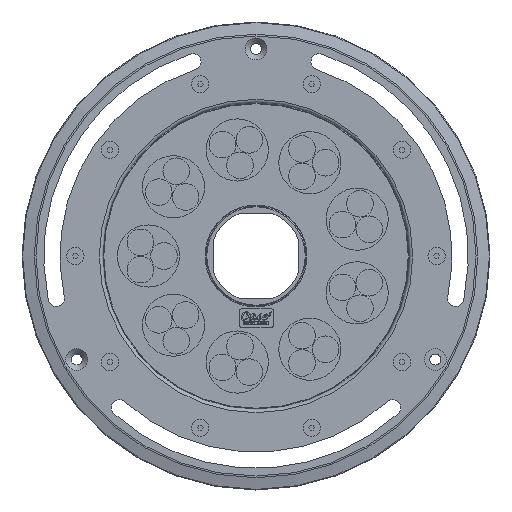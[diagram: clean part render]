
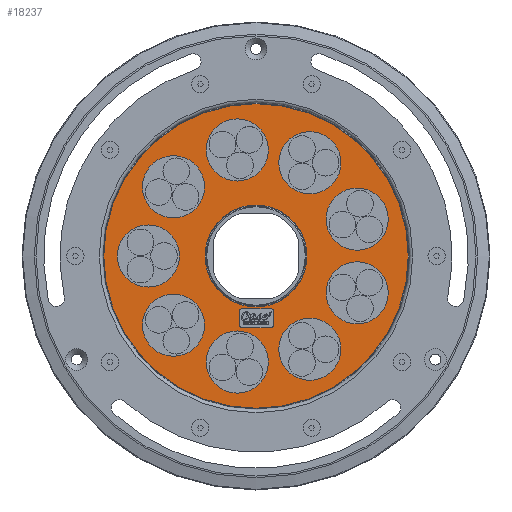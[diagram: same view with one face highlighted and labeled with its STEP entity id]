
A CAD part, top view. The second image highlights one B-rep face of the part: STEP entity #18237.
In plain terms, the highlighted planar face has unit normal (0, 0, 1).
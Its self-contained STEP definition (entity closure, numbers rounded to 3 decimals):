
#1249=FACE_BOUND('',#3533,.T.);
#1250=FACE_BOUND('',#3534,.T.);
#1251=FACE_BOUND('',#3535,.T.);
#1252=FACE_BOUND('',#3536,.T.);
#1253=FACE_BOUND('',#3537,.T.);
#1254=FACE_BOUND('',#3538,.T.);
#1255=FACE_BOUND('',#3539,.T.);
#1256=FACE_BOUND('',#3540,.T.);
#1257=FACE_BOUND('',#3541,.T.);
#1258=FACE_BOUND('',#3542,.T.);
#1259=FACE_BOUND('',#3543,.T.);
#1363=CIRCLE('',#19046,1.28);
#1364=CIRCLE('',#19049,1.28);
#1365=CIRCLE('',#19052,1.28);
#1366=CIRCLE('',#19055,1.28);
#1367=CIRCLE('',#19153,91.912);
#1368=CIRCLE('',#19154,18.75);
#1369=CIRCLE('',#19155,18.75);
#1370=CIRCLE('',#19156,18.75);
#1371=CIRCLE('',#19157,18.75);
#1372=CIRCLE('',#19158,18.75);
#1373=CIRCLE('',#19159,18.75);
#1374=CIRCLE('',#19160,18.75);
#1375=CIRCLE('',#19161,18.75);
#1376=CIRCLE('',#19162,18.75);
#1377=CIRCLE('',#19163,30.773);
#2549=FACE_OUTER_BOUND('',#3532,.T.);
#3532=EDGE_LOOP('',(#12704));
#3533=EDGE_LOOP('',(#12705));
#3534=EDGE_LOOP('',(#12706));
#3535=EDGE_LOOP('',(#12707));
#3536=EDGE_LOOP('',(#12708));
#3537=EDGE_LOOP('',(#12709));
#3538=EDGE_LOOP('',(#12710));
#3539=EDGE_LOOP('',(#12711));
#3540=EDGE_LOOP('',(#12712));
#3541=EDGE_LOOP('',(#12713));
#3542=EDGE_LOOP('',(#12714));
#3543=EDGE_LOOP('',(#12715,#12716,#12717,#12718,#12719,#12720,#12721,#12722));
#4895=LINE('',#27592,#6284);
#4899=LINE('',#27601,#6288);
#4920=LINE('',#28361,#6309);
#4923=LINE('',#28368,#6312);
#6284=VECTOR('',#20973,10.);
#6288=VECTOR('',#20983,10.);
#6309=VECTOR('',#21016,10.);
#6312=VECTOR('',#21025,10.);
#7708=VERTEX_POINT('',#27590);
#7709=VERTEX_POINT('',#27591);
#7710=VERTEX_POINT('',#27596);
#7711=VERTEX_POINT('',#27600);
#7712=VERTEX_POINT('',#27604);
#7729=VERTEX_POINT('',#28356);
#7730=VERTEX_POINT('',#28360);
#7731=VERTEX_POINT('',#28364);
#7954=VERTEX_POINT('',#30447);
#7955=VERTEX_POINT('',#30449);
#7956=VERTEX_POINT('',#30451);
#7957=VERTEX_POINT('',#30453);
#7958=VERTEX_POINT('',#30455);
#7959=VERTEX_POINT('',#30457);
#7960=VERTEX_POINT('',#30459);
#7961=VERTEX_POINT('',#30461);
#7962=VERTEX_POINT('',#30463);
#7963=VERTEX_POINT('',#30465);
#7964=VERTEX_POINT('',#30467);
#9364=EDGE_CURVE('',#7708,#7709,#4895,.T.);
#9367=EDGE_CURVE('',#7709,#7710,#1363,.T.);
#9369=EDGE_CURVE('',#7710,#7711,#4899,.T.);
#9371=EDGE_CURVE('',#7711,#7712,#1364,.T.);
#9410=EDGE_CURVE('',#7729,#7708,#1365,.T.);
#9412=EDGE_CURVE('',#7730,#7729,#4920,.T.);
#9414=EDGE_CURVE('',#7731,#7730,#1366,.T.);
#9416=EDGE_CURVE('',#7712,#7731,#4923,.T.);
#9750=EDGE_CURVE('',#7954,#7954,#1367,.T.);
#9751=EDGE_CURVE('',#7955,#7955,#1368,.T.);
#9752=EDGE_CURVE('',#7956,#7956,#1369,.T.);
#9753=EDGE_CURVE('',#7957,#7957,#1370,.T.);
#9754=EDGE_CURVE('',#7958,#7958,#1371,.T.);
#9755=EDGE_CURVE('',#7959,#7959,#1372,.T.);
#9756=EDGE_CURVE('',#7960,#7960,#1373,.T.);
#9757=EDGE_CURVE('',#7961,#7961,#1374,.T.);
#9758=EDGE_CURVE('',#7962,#7962,#1375,.T.);
#9759=EDGE_CURVE('',#7963,#7963,#1376,.T.);
#9760=EDGE_CURVE('',#7964,#7964,#1377,.T.);
#12704=ORIENTED_EDGE('',*,*,#9750,.F.);
#12705=ORIENTED_EDGE('',*,*,#9751,.T.);
#12706=ORIENTED_EDGE('',*,*,#9752,.T.);
#12707=ORIENTED_EDGE('',*,*,#9753,.T.);
#12708=ORIENTED_EDGE('',*,*,#9754,.T.);
#12709=ORIENTED_EDGE('',*,*,#9755,.T.);
#12710=ORIENTED_EDGE('',*,*,#9756,.T.);
#12711=ORIENTED_EDGE('',*,*,#9757,.T.);
#12712=ORIENTED_EDGE('',*,*,#9758,.T.);
#12713=ORIENTED_EDGE('',*,*,#9759,.T.);
#12714=ORIENTED_EDGE('',*,*,#9760,.T.);
#12715=ORIENTED_EDGE('',*,*,#9364,.T.);
#12716=ORIENTED_EDGE('',*,*,#9367,.T.);
#12717=ORIENTED_EDGE('',*,*,#9369,.T.);
#12718=ORIENTED_EDGE('',*,*,#9371,.T.);
#12719=ORIENTED_EDGE('',*,*,#9416,.T.);
#12720=ORIENTED_EDGE('',*,*,#9414,.T.);
#12721=ORIENTED_EDGE('',*,*,#9412,.T.);
#12722=ORIENTED_EDGE('',*,*,#9410,.T.);
#16741=PLANE('',#19152);
#18237=ADVANCED_FACE('',(#2549,#1249,#1250,#1251,#1252,#1253,#1254,#1255,
#1256,#1257,#1258,#1259),#16741,.T.);
#19046=AXIS2_PLACEMENT_3D('',#27597,#20978,#20979);
#19049=AXIS2_PLACEMENT_3D('',#27605,#20987,#20988);
#19052=AXIS2_PLACEMENT_3D('',#28357,#21011,#21012);
#19055=AXIS2_PLACEMENT_3D('',#28365,#21020,#21021);
#19152=AXIS2_PLACEMENT_3D('',#30446,#21487,#21488);
#19153=AXIS2_PLACEMENT_3D('',#30448,#21489,#21490);
#19154=AXIS2_PLACEMENT_3D('',#30450,#21491,#21492);
#19155=AXIS2_PLACEMENT_3D('',#30452,#21493,#21494);
#19156=AXIS2_PLACEMENT_3D('',#30454,#21495,#21496);
#19157=AXIS2_PLACEMENT_3D('',#30456,#21497,#21498);
#19158=AXIS2_PLACEMENT_3D('',#30458,#21499,#21500);
#19159=AXIS2_PLACEMENT_3D('',#30460,#21501,#21502);
#19160=AXIS2_PLACEMENT_3D('',#30462,#21503,#21504);
#19161=AXIS2_PLACEMENT_3D('',#30464,#21505,#21506);
#19162=AXIS2_PLACEMENT_3D('',#30466,#21507,#21508);
#19163=AXIS2_PLACEMENT_3D('',#30468,#21509,#21510);
#20973=DIRECTION('',(1.,0.,0.));
#20978=DIRECTION('center_axis',(0.,0.,-1.));
#20979=DIRECTION('ref_axis',(1.,0.,0.));
#20983=DIRECTION('',(0.,-1.,0.));
#20987=DIRECTION('center_axis',(0.,0.,-1.));
#20988=DIRECTION('ref_axis',(0.,-1.,0.));
#21011=DIRECTION('center_axis',(0.,0.,-1.));
#21012=DIRECTION('ref_axis',(0.,1.,0.));
#21016=DIRECTION('',(0.,1.,0.));
#21020=DIRECTION('center_axis',(0.,0.,-1.));
#21021=DIRECTION('ref_axis',(-1.,0.,0.));
#21025=DIRECTION('',(-1.,0.,0.));
#21487=DIRECTION('center_axis',(0.,0.,1.));
#21488=DIRECTION('ref_axis',(1.,0.,0.));
#21489=DIRECTION('center_axis',(0.,0.,-1.));
#21490=DIRECTION('ref_axis',(1.,0.,0.));
#21491=DIRECTION('center_axis',(0.,0.,-1.));
#21492=DIRECTION('ref_axis',(0.,-1.,0.));
#21493=DIRECTION('center_axis',(0.,0.,-1.));
#21494=DIRECTION('ref_axis',(0.,-1.,0.));
#21495=DIRECTION('center_axis',(0.,0.,-1.));
#21496=DIRECTION('ref_axis',(0.,-1.,0.));
#21497=DIRECTION('center_axis',(0.,0.,-1.));
#21498=DIRECTION('ref_axis',(0.,-1.,0.));
#21499=DIRECTION('center_axis',(0.,0.,-1.));
#21500=DIRECTION('ref_axis',(0.,-1.,0.));
#21501=DIRECTION('center_axis',(0.,0.,-1.));
#21502=DIRECTION('ref_axis',(0.,-1.,0.));
#21503=DIRECTION('center_axis',(0.,0.,-1.));
#21504=DIRECTION('ref_axis',(0.,-1.,0.));
#21505=DIRECTION('center_axis',(0.,0.,-1.));
#21506=DIRECTION('ref_axis',(0.,-1.,0.));
#21507=DIRECTION('center_axis',(0.,0.,-1.));
#21508=DIRECTION('ref_axis',(0.,-1.,0.));
#21509=DIRECTION('center_axis',(0.,0.,-1.));
#21510=DIRECTION('ref_axis',(1.,0.,0.));
#27590=CARTESIAN_POINT('',(-8.717,-31.952,26.596));
#27591=CARTESIAN_POINT('',(9.201,-31.952,26.596));
#27592=CARTESIAN_POINT('',(4.601,-31.952,26.596));
#27596=CARTESIAN_POINT('',(10.481,-33.231,26.596));
#27597=CARTESIAN_POINT('Origin',(9.201,-33.231,26.596));
#27600=CARTESIAN_POINT('',(10.481,-41.935,26.596));
#27601=CARTESIAN_POINT('',(10.481,24.989,26.596));
#27604=CARTESIAN_POINT('',(9.201,-43.215,26.596));
#27605=CARTESIAN_POINT('Origin',(9.201,-41.935,26.596));
#28356=CARTESIAN_POINT('',(-9.997,-33.231,26.596));
#28357=CARTESIAN_POINT('Origin',(-8.717,-33.231,26.596));
#28360=CARTESIAN_POINT('',(-9.997,-41.935,26.596));
#28361=CARTESIAN_POINT('',(-9.997,29.34,26.596));
#28364=CARTESIAN_POINT('',(-8.717,-43.215,26.596));
#28365=CARTESIAN_POINT('Origin',(-8.717,-41.935,26.596));
#28368=CARTESIAN_POINT('',(-4.359,-43.215,26.596));
#30446=CARTESIAN_POINT('Origin',(0.,91.912,26.596));
#30447=CARTESIAN_POINT('',(0.,-91.912,26.596));
#30448=CARTESIAN_POINT('Origin',(0.,0.,26.596));
#30449=CARTESIAN_POINT('',(-11.287,-45.263,26.596));
#30450=CARTESIAN_POINT('Origin',(-11.287,-64.013,26.596));
#30451=CARTESIAN_POINT('',(32.5,-37.542,26.596));
#30452=CARTESIAN_POINT('Origin',(32.5,-56.292,26.596));
#30453=CARTESIAN_POINT('',(61.08,40.981,26.596));
#30454=CARTESIAN_POINT('Origin',(61.08,22.231,26.596));
#30455=CARTESIAN_POINT('',(-49.793,60.531,26.596));
#30456=CARTESIAN_POINT('Origin',(-49.793,41.781,26.596));
#30457=CARTESIAN_POINT('',(-49.793,-23.031,26.596));
#30458=CARTESIAN_POINT('Origin',(-49.793,-41.781,26.596));
#30459=CARTESIAN_POINT('',(-65.,18.75,26.596));
#30460=CARTESIAN_POINT('Origin',(-65.,0.,
26.596));
#30461=CARTESIAN_POINT('',(-11.287,82.763,26.596));
#30462=CARTESIAN_POINT('Origin',(-11.287,64.013,26.596));
#30463=CARTESIAN_POINT('',(32.5,75.042,26.596));
#30464=CARTESIAN_POINT('Origin',(32.5,56.292,26.596));
#30465=CARTESIAN_POINT('',(61.08,-3.481,26.596));
#30466=CARTESIAN_POINT('Origin',(61.08,-22.231,26.596));
#30467=CARTESIAN_POINT('',(0.,-30.773,26.596));
#30468=CARTESIAN_POINT('Origin',(0.,0.,26.596));
